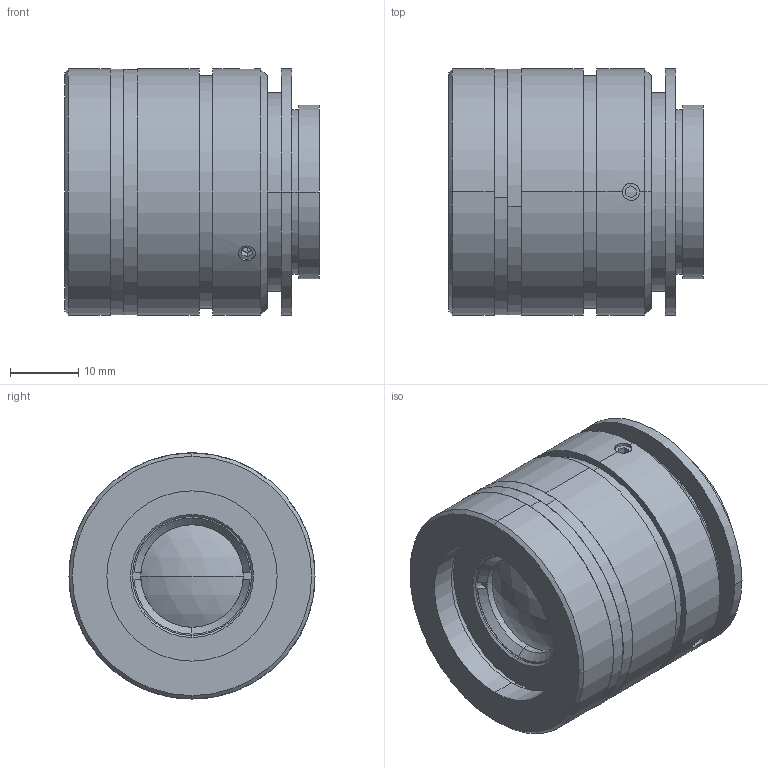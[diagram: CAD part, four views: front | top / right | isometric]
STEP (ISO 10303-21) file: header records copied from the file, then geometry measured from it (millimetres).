
FILE_DESCRIPTION (( 'STEP AP203' ), '1' );
FILE_NAME ('XF-MH035X60-1.1C.STEP', '2024-08-05T07:30:58', ( '' ), ( '' ), 'SwSTEP 2.0', 'SolidWorks 2022', '' );
FILE_SCHEMA (( 'CONFIG_CONTROL_DESIGN' ));
Length unit declared in the file: millimetre
Products named in the file (1): XF-MH035X60-1.1C
Bounding box: 37.17 x 36 x 36 mm (x, y, z)
Surface area: 10943.4 mm2 (no closed solid volume)
Topology: 0 solids, 14 shells, 110 faces, 283 edges, 185 vertices
Faces by surface type: plane 51, cylinder 38, cone 17, sphere 4
Entity records: 3597 total; most frequent: CARTESIAN_POINT 815, DIRECTION 616, ORIENTED_EDGE 475, EDGE_CURVE 279, AXIS2_PLACEMENT_3D 242, VERTEX_POINT 185, LINE 132, VECTOR 132
